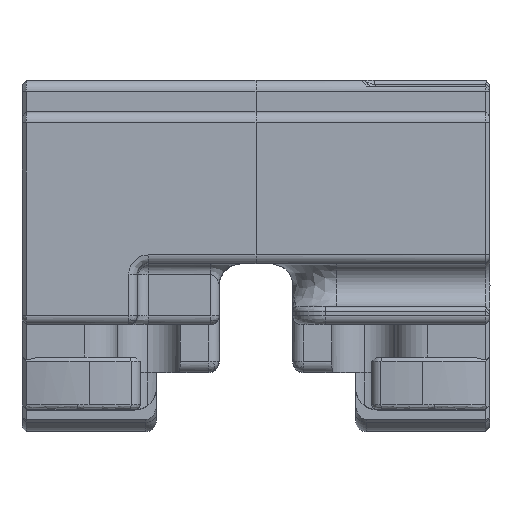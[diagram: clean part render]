
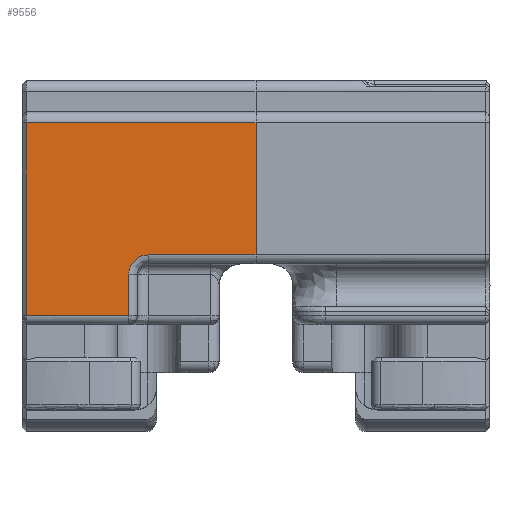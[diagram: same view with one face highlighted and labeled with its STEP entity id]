
A CAD part, top view. The second image highlights one B-rep face of the part: STEP entity #9556.
In plain terms, the highlighted planar face has unit normal (0, 0, 1).
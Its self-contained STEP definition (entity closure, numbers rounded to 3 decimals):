
#64 = DIRECTION ( 'NONE',  ( 0., 0., -1. ) ) ;
#1376 = DIRECTION ( 'NONE',  ( -1., 0., 0. ) ) ;
#1557 = EDGE_CURVE ( 'NONE', #28326, #8517, #28176, .T. ) ;
#1970 = VECTOR ( 'NONE', #28196, 1000. ) ;
#2237 =( BOUNDED_CURVE ( )  B_SPLINE_CURVE ( 3, ( #6455, #6756, #13566, #15606 ),
 .UNSPECIFIED., .F., .T. ) 
 B_SPLINE_CURVE_WITH_KNOTS ( ( 4, 4 ),
 ( 0., 1. ),
 .UNSPECIFIED. ) 
 CURVE ( )  GEOMETRIC_REPRESENTATION_ITEM ( )  RATIONAL_B_SPLINE_CURVE ( ( 1., 0.805, 0.805, 1. ) ) 
 REPRESENTATION_ITEM ( '' )  );
#2761 = CARTESIAN_POINT ( 'NONE',  ( 0., 8.3, 27.747 ) ) ;
#2833 = VECTOR ( 'NONE', #9716, 1000. ) ;
#3983 = EDGE_CURVE ( 'NONE', #20243, #28794, #17861, .T. ) ;
#4809 = VERTEX_POINT ( 'NONE', #21689 ) ;
#5819 = LINE ( 'NONE', #18471, #2833 ) ;
#6455 = CARTESIAN_POINT ( 'NONE',  ( -9.95, 14.2, 27.747 ) ) ;
#6756 = CARTESIAN_POINT ( 'NONE',  ( -11.004, 14.2, 27.747 ) ) ;
#7148 = EDGE_CURVE ( 'NONE', #28794, #4809, #5819, .T. ) ;
#8517 = VERTEX_POINT ( 'NONE', #18406 ) ;
#8547 = CARTESIAN_POINT ( 'NONE',  ( -11.75, 12.4, 27.747 ) ) ;
#8694 = DIRECTION ( 'NONE',  ( -1., 0., 0. ) ) ;
#8769 = ORIENTED_EDGE ( 'NONE', *, *, #1557, .F. ) ;
#9016 = CARTESIAN_POINT ( 'NONE',  ( -11.75, 8.3, 27.747 ) ) ;
#9556 = ADVANCED_FACE ( 'NONE', ( #28749 ), #26425, .F. ) ;
#9716 = DIRECTION ( 'NONE',  ( 0., 1., 0. ) ) ;
#9740 = VECTOR ( 'NONE', #1376, 1000. ) ;
#10276 = VECTOR ( 'NONE', #20810, 1000. ) ;
#10478 = EDGE_CURVE ( 'NONE', #4809, #15128, #19315, .T. ) ;
#10717 = CARTESIAN_POINT ( 'NONE',  ( -20., 8.6, 27.747 ) ) ;
#10972 = CARTESIAN_POINT ( 'NONE',  ( 0., 26.4, 27.747 ) ) ;
#13362 = DIRECTION ( 'NONE',  ( 0., -1., 0. ) ) ;
#13374 = EDGE_LOOP ( 'NONE', ( #17829, #27145, #27401, #23151, #24762, #23163, #8769 ) ) ;
#13566 = CARTESIAN_POINT ( 'NONE',  ( -11.75, 13.454, 27.747 ) ) ;
#14281 = VECTOR ( 'NONE', #8694, 1000. ) ;
#14495 = CARTESIAN_POINT ( 'NONE',  ( -20., 26.4, 27.747 ) ) ;
#15128 = VERTEX_POINT ( 'NONE', #10972 ) ;
#15486 = CARTESIAN_POINT ( 'NONE',  ( -20., 8.3, 27.747 ) ) ;
#15606 = CARTESIAN_POINT ( 'NONE',  ( -11.75, 12.4, 27.747 ) ) ;
#17233 = CARTESIAN_POINT ( 'NONE',  ( -20., 14.2, 27.747 ) ) ;
#17829 = ORIENTED_EDGE ( 'NONE', *, *, #27476, .F. ) ;
#17861 = LINE ( 'NONE', #10717, #14281 ) ;
#18406 = CARTESIAN_POINT ( 'NONE',  ( -9.95, 14.2, 27.747 ) ) ;
#18471 = CARTESIAN_POINT ( 'NONE',  ( -21.2, 5.6, 27.747 ) ) ;
#18507 = EDGE_CURVE ( 'NONE', #8517, #19338, #2237, .T. ) ;
#19315 = LINE ( 'NONE', #14495, #1970 ) ;
#19338 = VERTEX_POINT ( 'NONE', #8547 ) ;
#20229 = LINE ( 'NONE', #9016, #23864 ) ;
#20238 = LINE ( 'NONE', #2761, #10276 ) ;
#20243 = VERTEX_POINT ( 'NONE', #22685 ) ;
#20810 = DIRECTION ( 'NONE',  ( 0., -1., 0. ) ) ;
#21689 = CARTESIAN_POINT ( 'NONE',  ( -21.2, 26.4, 27.747 ) ) ;
#22685 = CARTESIAN_POINT ( 'NONE',  ( -11.75, 8.6, 27.747 ) ) ;
#23151 = ORIENTED_EDGE ( 'NONE', *, *, #3983, .F. ) ;
#23163 = ORIENTED_EDGE ( 'NONE', *, *, #18507, .F. ) ;
#23358 = CARTESIAN_POINT ( 'NONE',  ( 0., 14.2, 27.747 ) ) ;
#23864 = VECTOR ( 'NONE', #13362, 1000. ) ;
#23969 = DIRECTION ( 'NONE',  ( 0., 1., 0. ) ) ;
#24762 = ORIENTED_EDGE ( 'NONE', *, *, #25301, .F. ) ;
#25301 = EDGE_CURVE ( 'NONE', #19338, #20243, #20229, .T. ) ;
#26425 = PLANE ( 'NONE',  #28469 ) ;
#27145 = ORIENTED_EDGE ( 'NONE', *, *, #10478, .F. ) ;
#27401 = ORIENTED_EDGE ( 'NONE', *, *, #7148, .F. ) ;
#27476 = EDGE_CURVE ( 'NONE', #15128, #28326, #20238, .T. ) ;
#27729 = CARTESIAN_POINT ( 'NONE',  ( -21.2, 8.6, 27.747 ) ) ;
#28176 = LINE ( 'NONE', #17233, #9740 ) ;
#28196 = DIRECTION ( 'NONE',  ( 1., 0., 0. ) ) ;
#28326 = VERTEX_POINT ( 'NONE', #23358 ) ;
#28469 = AXIS2_PLACEMENT_3D ( 'NONE', #15486, #64, #23969 ) ;
#28749 = FACE_OUTER_BOUND ( 'NONE', #13374, .T. ) ;
#28794 = VERTEX_POINT ( 'NONE', #27729 ) ;
